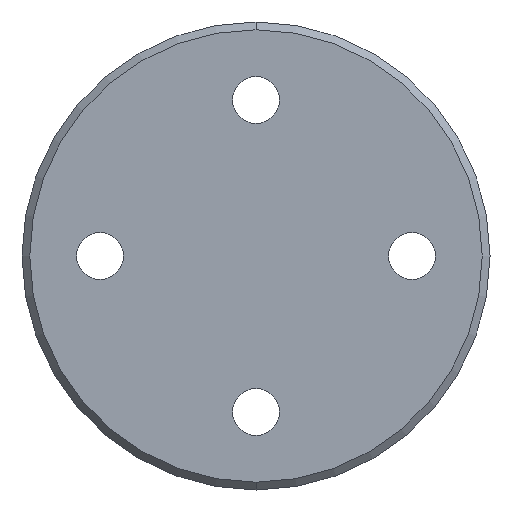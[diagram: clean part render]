
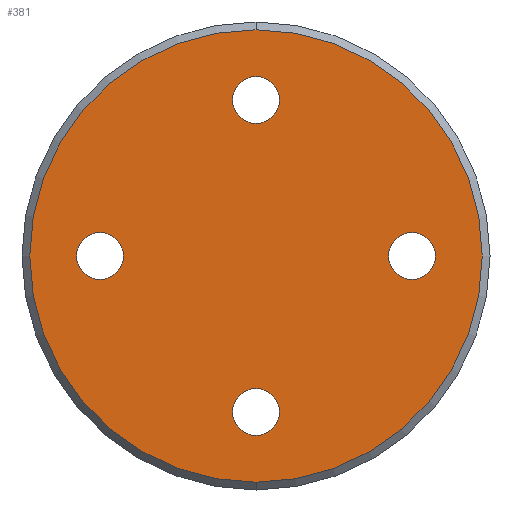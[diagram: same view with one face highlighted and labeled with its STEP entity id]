
A CAD part, front view. The second image highlights one B-rep face of the part: STEP entity #381.
In plain terms, the highlighted planar face has unit normal (0, -1, 0).
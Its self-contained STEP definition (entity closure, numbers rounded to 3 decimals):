
#2 = CARTESIAN_POINT ( 'NONE',  ( 0., 0., -14.5 ) ) ;
#13 = CARTESIAN_POINT ( 'NONE',  ( 0., 0., -10. ) ) ;
#19 = EDGE_LOOP ( 'NONE', ( #430, #248 ) ) ;
#31 = VERTEX_POINT ( 'NONE', #1033 ) ;
#32 = EDGE_LOOP ( 'NONE', ( #471, #883 ) ) ;
#36 = EDGE_LOOP ( 'NONE', ( #449, #606 ) ) ;
#38 = VERTEX_POINT ( 'NONE', #585 ) ;
#59 = CIRCLE ( 'NONE', #792, 1.5 ) ;
#68 = DIRECTION ( 'NONE',  ( 0., -1., 0. ) ) ;
#89 = AXIS2_PLACEMENT_3D ( 'NONE', #151, #1119, #506 ) ;
#91 = AXIS2_PLACEMENT_3D ( 'NONE', #936, #835, #1020 ) ;
#99 = CIRCLE ( 'NONE', #734, 14.5 ) ;
#104 = EDGE_CURVE ( 'NONE', #31, #464, #946, .T. ) ;
#115 = CARTESIAN_POINT ( 'NONE',  ( 0., 0., 8.5 ) ) ;
#121 = ORIENTED_EDGE ( 'NONE', *, *, #104, .T. ) ;
#151 = CARTESIAN_POINT ( 'NONE',  ( -10., 0., 0. ) ) ;
#158 = ORIENTED_EDGE ( 'NONE', *, *, #744, .T. ) ;
#175 = EDGE_CURVE ( 'NONE', #1084, #929, #1021, .T. ) ;
#191 = CARTESIAN_POINT ( 'NONE',  ( 10., 0., 0. ) ) ;
#194 = DIRECTION ( 'NONE',  ( 0., 1., 0. ) ) ;
#230 = DIRECTION ( 'NONE',  ( 0., 0., 1. ) ) ;
#240 = DIRECTION ( 'NONE',  ( 0., 1., 0. ) ) ;
#248 = ORIENTED_EDGE ( 'NONE', *, *, #1004, .T. ) ;
#255 = EDGE_CURVE ( 'NONE', #781, #415, #488, .T. ) ;
#267 = AXIS2_PLACEMENT_3D ( 'NONE', #1002, #779, #230 ) ;
#271 = FACE_BOUND ( 'NONE', #19, .T. ) ;
#289 = ORIENTED_EDGE ( 'NONE', *, *, #664, .T. ) ;
#293 = EDGE_CURVE ( 'NONE', #368, #1016, #997, .T. ) ;
#331 = AXIS2_PLACEMENT_3D ( 'NONE', #13, #696, #363 ) ;
#344 = DIRECTION ( 'NONE',  ( 0., 0., 1. ) ) ;
#355 = EDGE_LOOP ( 'NONE', ( #121, #158 ) ) ;
#363 = DIRECTION ( 'NONE',  ( 0., 0., 1. ) ) ;
#368 = VERTEX_POINT ( 'NONE', #371 ) ;
#371 = CARTESIAN_POINT ( 'NONE',  ( 0., 0., -11.5 ) ) ;
#378 = PLANE ( 'NONE',  #467 ) ;
#381 = ADVANCED_FACE ( 'NONE', ( #820, #719, #384, #271, #634 ), #378, .F. ) ;
#384 = FACE_BOUND ( 'NONE', #355, .T. ) ;
#415 = VERTEX_POINT ( 'NONE', #700 ) ;
#423 = EDGE_CURVE ( 'NONE', #758, #38, #1104, .T. ) ;
#425 = CIRCLE ( 'NONE', #331, 1.5 ) ;
#430 = ORIENTED_EDGE ( 'NONE', *, *, #423, .T. ) ;
#449 = ORIENTED_EDGE ( 'NONE', *, *, #293, .T. ) ;
#453 = AXIS2_PLACEMENT_3D ( 'NONE', #1113, #967, #645 ) ;
#464 = VERTEX_POINT ( 'NONE', #687 ) ;
#467 = AXIS2_PLACEMENT_3D ( 'NONE', #726, #194, #550 ) ;
#471 = ORIENTED_EDGE ( 'NONE', *, *, #175, .T. ) ;
#488 = CIRCLE ( 'NONE', #889, 14.5 ) ;
#506 = DIRECTION ( 'NONE',  ( 0., 0., 1. ) ) ;
#514 = DIRECTION ( 'NONE',  ( 0., 1., 0. ) ) ;
#524 = CARTESIAN_POINT ( 'NONE',  ( 0., 0., 0. ) ) ;
#526 = DIRECTION ( 'NONE',  ( 0., 0., 1. ) ) ;
#548 = EDGE_CURVE ( 'NONE', #929, #1084, #675, .T. ) ;
#550 = DIRECTION ( 'NONE',  ( 0., 0., 1. ) ) ;
#585 = CARTESIAN_POINT ( 'NONE',  ( 0., 0., 11.5 ) ) ;
#598 = DIRECTION ( 'NONE',  ( 0., 0., 1. ) ) ;
#604 = AXIS2_PLACEMENT_3D ( 'NONE', #1134, #514, #344 ) ;
#606 = ORIENTED_EDGE ( 'NONE', *, *, #789, .T. ) ;
#620 = ORIENTED_EDGE ( 'NONE', *, *, #255, .T. ) ;
#634 = FACE_BOUND ( 'NONE', #32, .T. ) ;
#645 = DIRECTION ( 'NONE',  ( 0., 0., 1. ) ) ;
#660 = CIRCLE ( 'NONE', #267, 1.5 ) ;
#661 = DIRECTION ( 'NONE',  ( 0., 0., 1. ) ) ;
#663 = AXIS2_PLACEMENT_3D ( 'NONE', #1038, #240, #598 ) ;
#664 = EDGE_CURVE ( 'NONE', #415, #781, #99, .T. ) ;
#672 = CARTESIAN_POINT ( 'NONE',  ( 0., 0., 0. ) ) ;
#675 = CIRCLE ( 'NONE', #453, 1.5 ) ;
#687 = CARTESIAN_POINT ( 'NONE',  ( 10., 0., 1.5 ) ) ;
#696 = DIRECTION ( 'NONE',  ( 0., 1., 0. ) ) ;
#700 = CARTESIAN_POINT ( 'NONE',  ( 0., 0., 14.5 ) ) ;
#703 = DIRECTION ( 'NONE',  ( 0., 1., 0. ) ) ;
#719 = FACE_BOUND ( 'NONE', #36, .T. ) ;
#726 = CARTESIAN_POINT ( 'NONE',  ( 0., 0., 0. ) ) ;
#734 = AXIS2_PLACEMENT_3D ( 'NONE', #672, #68, #661 ) ;
#744 = EDGE_CURVE ( 'NONE', #464, #31, #59, .T. ) ;
#758 = VERTEX_POINT ( 'NONE', #115 ) ;
#779 = DIRECTION ( 'NONE',  ( 0., 1., 0. ) ) ;
#781 = VERTEX_POINT ( 'NONE', #2 ) ;
#789 = EDGE_CURVE ( 'NONE', #1016, #368, #425, .T. ) ;
#792 = AXIS2_PLACEMENT_3D ( 'NONE', #191, #703, #526 ) ;
#820 = FACE_OUTER_BOUND ( 'NONE', #1045, .T. ) ;
#835 = DIRECTION ( 'NONE',  ( 0., 1., 0. ) ) ;
#883 = ORIENTED_EDGE ( 'NONE', *, *, #548, .T. ) ;
#889 = AXIS2_PLACEMENT_3D ( 'NONE', #524, #966, #1058 ) ;
#911 = CARTESIAN_POINT ( 'NONE',  ( -10., 0., 1.5 ) ) ;
#929 = VERTEX_POINT ( 'NONE', #911 ) ;
#936 = CARTESIAN_POINT ( 'NONE',  ( 10., 0., 0. ) ) ;
#946 = CIRCLE ( 'NONE', #91, 1.5 ) ;
#951 = CARTESIAN_POINT ( 'NONE',  ( 0., 0., -8.5 ) ) ;
#966 = DIRECTION ( 'NONE',  ( 0., -1., 0. ) ) ;
#967 = DIRECTION ( 'NONE',  ( 0., 1., 0. ) ) ;
#997 = CIRCLE ( 'NONE', #663, 1.5 ) ;
#1002 = CARTESIAN_POINT ( 'NONE',  ( 0., 0., 10. ) ) ;
#1004 = EDGE_CURVE ( 'NONE', #38, #758, #660, .T. ) ;
#1016 = VERTEX_POINT ( 'NONE', #951 ) ;
#1020 = DIRECTION ( 'NONE',  ( 0., 0., 1. ) ) ;
#1021 = CIRCLE ( 'NONE', #89, 1.5 ) ;
#1033 = CARTESIAN_POINT ( 'NONE',  ( 10., 0., -1.5 ) ) ;
#1036 = CARTESIAN_POINT ( 'NONE',  ( -10., 0., -1.5 ) ) ;
#1038 = CARTESIAN_POINT ( 'NONE',  ( 0., 0., -10. ) ) ;
#1045 = EDGE_LOOP ( 'NONE', ( #289, #620 ) ) ;
#1058 = DIRECTION ( 'NONE',  ( 0., 0., 1. ) ) ;
#1084 = VERTEX_POINT ( 'NONE', #1036 ) ;
#1104 = CIRCLE ( 'NONE', #604, 1.5 ) ;
#1113 = CARTESIAN_POINT ( 'NONE',  ( -10., 0., 0. ) ) ;
#1119 = DIRECTION ( 'NONE',  ( 0., 1., 0. ) ) ;
#1134 = CARTESIAN_POINT ( 'NONE',  ( 0., 0., 10. ) ) ;
